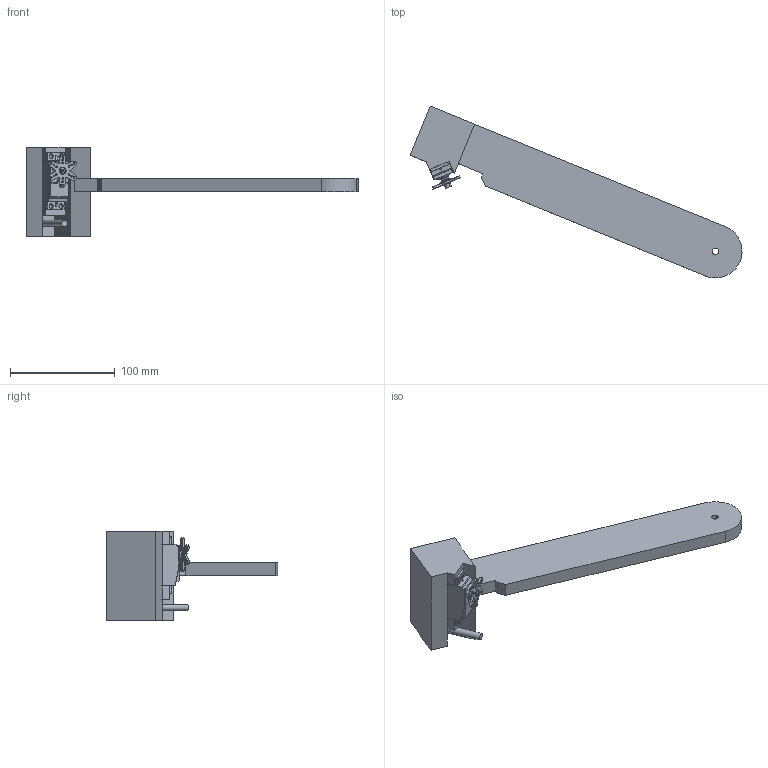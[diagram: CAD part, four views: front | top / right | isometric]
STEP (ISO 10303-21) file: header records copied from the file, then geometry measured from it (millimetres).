
FILE_DESCRIPTION (( 'STEP AP214' ), '1' );
FILE_NAME ('ArmMainPiece.STEP', '2020-11-05T00:13:07', ( '' ), ( '' ), 'SwSTEP 2.0', 'SolidWorks 2020', '' );
FILE_SCHEMA (( 'AUTOMOTIVE_DESIGN' ));
Length unit declared in the file: millimetre
Products named in the file (1): ArmMainPiece
Bounding box: 317.15 x 164.16 x 85.72 mm (x, y, z)
Volume: 370846.9 mm3; surface area: 70970.5 mm2
Topology: 5 solids, 5 shells, 205 faces, 528 edges, 347 vertices
Faces by surface type: plane 99, cylinder 94, bspline 10, torus 2
Entity records: 8796 total; most frequent: CARTESIAN_POINT 1227, DIRECTION 1120, ORIENTED_EDGE 1056, EDGE_CURVE 528, AXIS2_PLACEMENT_3D 404, VERTEX_POINT 347, LINE 312, VECTOR 312
